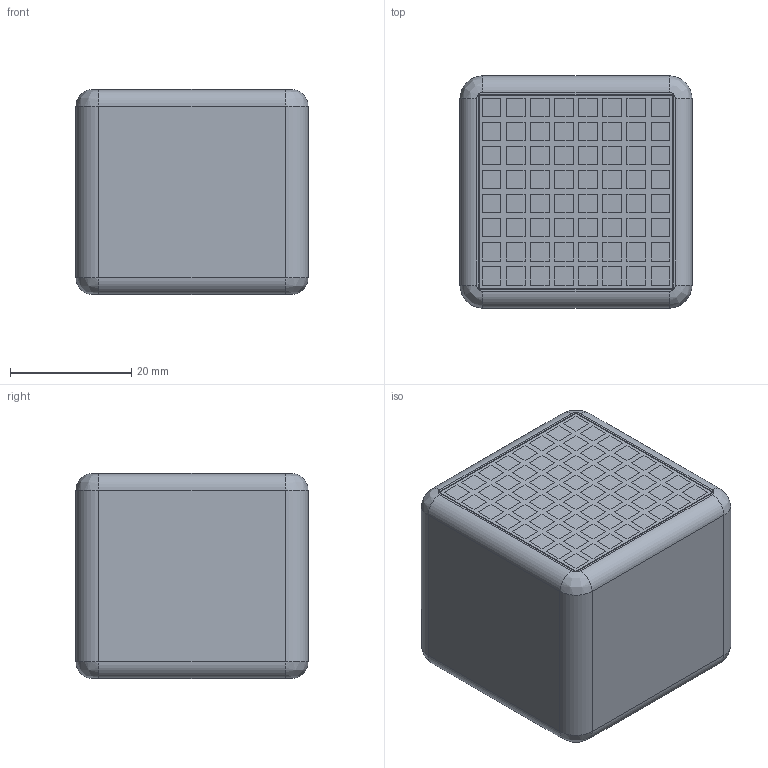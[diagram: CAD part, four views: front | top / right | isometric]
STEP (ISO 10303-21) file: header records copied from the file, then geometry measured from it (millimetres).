
FILE_DESCRIPTION(/* description */ (''),/* implementation_level */ '2;1');
FILE_NAME(/* name */ '赛博小木方.stp',/* time_stamp */ '2025-05-30T14:51:52+08:00',/* author */ (''),/* organization */ (''),/* preprocessor_version */ 'ST-DEVELOPER v18.1',/* originating_system */ 'SIEMENS PLM Software NX 1953',/* authorisation */ '');
FILE_SCHEMA (('AUTOMOTIVE_DESIGN { 1 0 10303 214 3 1 1 1 }'));
Products named in the file (1): shan1D8C89792aju
Bounding box: 38.2 x 38.2 x 33.75 mm (x, y, z)
Volume: 30638.3 mm3; surface area: 28619.8 mm2
Topology: 59 solids, 60 shells, 1974 faces, 5157 edges, 3512 vertices
Faces by surface type: plane 1460, extrusion 237, cylinder 219, bspline 17, cone 16, torus 16, sphere 9
Full cylindrical faces by diameter (mm): 0.5 x16, 0.707 x8, 0.8 x10, 0.9 x11, 1 x15, 1.45 x20, 2 x1, 2.2 x4, 2.4 x4, 2.5 x4, 3 x2, 4 x4, 6 x1, 24 x1
Entity records: 72388 total; most frequent: CARTESIAN_POINT 19387, ORIENTED_EDGE 9949, DIRECTION 8465, EDGE_CURVE 4985, VECTOR 3837, LINE 3600, VERTEX_POINT 3464, EDGE_LOOP 2457
